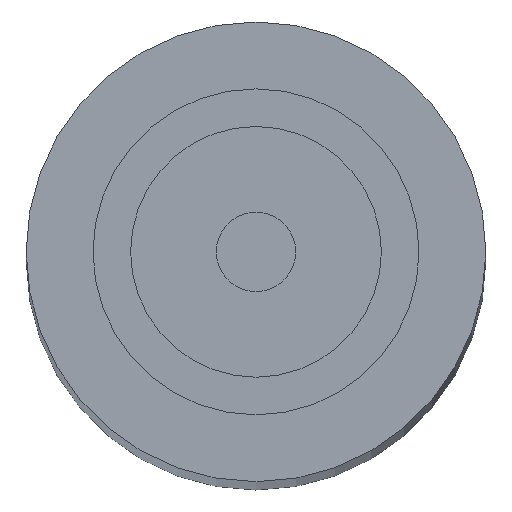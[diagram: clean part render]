
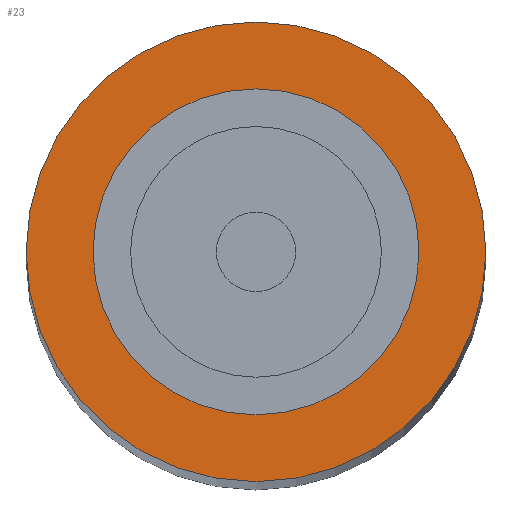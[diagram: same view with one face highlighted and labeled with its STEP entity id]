
A CAD part, top view. The second image highlights one B-rep face of the part: STEP entity #23.
In plain terms, the highlighted planar face has unit normal (0, 0, 1).
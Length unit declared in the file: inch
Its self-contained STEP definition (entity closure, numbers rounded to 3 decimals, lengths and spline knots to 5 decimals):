
#2 = VERTEX_POINT ( 'NONE', #237 ) ;
#5 = CARTESIAN_POINT ( 'NONE',  ( 0., 0., 1.14 ) ) ;
#6 = CIRCLE ( 'NONE', #152, 0.039 ) ;
#22 = VERTEX_POINT ( 'NONE', #208 ) ;
#23 = ADVANCED_FACE ( 'NONE', ( #141, #350 ), #169, .T. ) ;
#45 = CIRCLE ( 'NONE', #224, 0.055 ) ;
#50 = EDGE_LOOP ( 'NONE', ( #77 ) ) ;
#77 = ORIENTED_EDGE ( 'NONE', *, *, #200, .T. ) ;
#78 = DIRECTION ( 'NONE',  ( 0., 0., 1. ) ) ;
#83 = CARTESIAN_POINT ( 'NONE',  ( 0., 0., 1.14 ) ) ;
#118 = DIRECTION ( 'NONE',  ( 0., 0., 1. ) ) ;
#141 = FACE_BOUND ( 'NONE', #342, .T. ) ;
#152 = AXIS2_PLACEMENT_3D ( 'NONE', #83, #271, #236 ) ;
#155 = EDGE_CURVE ( 'NONE', #22, #22, #6, .T. ) ;
#162 = ORIENTED_EDGE ( 'NONE', *, *, #155, .T. ) ;
#169 = PLANE ( 'NONE',  #182 ) ;
#182 = AXIS2_PLACEMENT_3D ( 'NONE', #380, #78, #292 ) ;
#200 = EDGE_CURVE ( 'NONE', #2, #2, #45, .T. ) ;
#208 = CARTESIAN_POINT ( 'NONE',  ( -0.039, 0., 1.14 ) ) ;
#224 = AXIS2_PLACEMENT_3D ( 'NONE', #5, #118, #238 ) ;
#236 = DIRECTION ( 'NONE',  ( -1., 0., 0. ) ) ;
#237 = CARTESIAN_POINT ( 'NONE',  ( 0.055, 0., 1.14 ) ) ;
#238 = DIRECTION ( 'NONE',  ( 1., 0., 0. ) ) ;
#271 = DIRECTION ( 'NONE',  ( 0., 0., -1. ) ) ;
#292 = DIRECTION ( 'NONE',  ( 1., 0., 0. ) ) ;
#342 = EDGE_LOOP ( 'NONE', ( #162 ) ) ;
#350 = FACE_OUTER_BOUND ( 'NONE', #50, .T. ) ;
#380 = CARTESIAN_POINT ( 'NONE',  ( 0., 0., 1.14 ) ) ;
